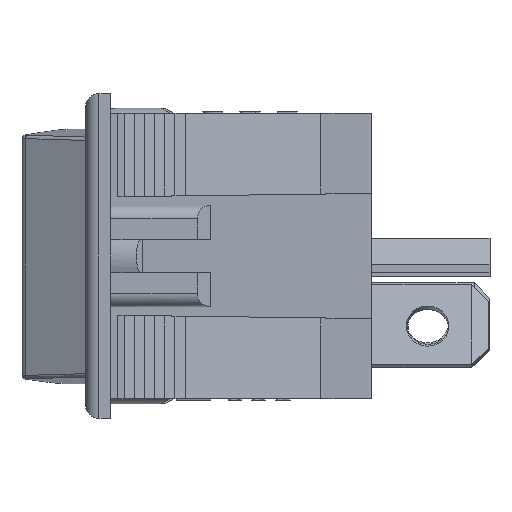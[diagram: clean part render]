
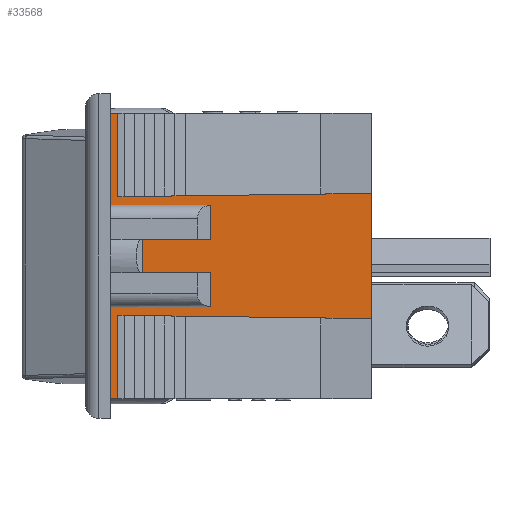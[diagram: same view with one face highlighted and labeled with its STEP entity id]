
A CAD part, left-side view. The second image highlights one B-rep face of the part: STEP entity #33568.
In plain terms, the highlighted planar face has unit normal (-1, 0, 0).
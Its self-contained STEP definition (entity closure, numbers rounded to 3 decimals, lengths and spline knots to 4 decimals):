
#986=PLANE('',#35511);
#3393=FACE_OUTER_BOUND('',#5198,.T.);
#5198=EDGE_LOOP('',(#25154,#25155,#25156,#25157,#25158,#25159,#25160,#25161,
#25162,#25163,#25164,#25165,#25166,#25167,#25168,#25169,#25170,#25171));
#8160=LINE('',#57850,#11549);
#8161=LINE('',#57852,#11550);
#8162=LINE('',#57854,#11551);
#8163=LINE('',#57856,#11552);
#8164=LINE('',#57858,#11553);
#8165=LINE('',#57860,#11554);
#8166=LINE('',#57862,#11555);
#8167=LINE('',#57864,#11556);
#8168=LINE('',#57866,#11557);
#8169=LINE('',#57868,#11558);
#8170=LINE('',#57870,#11559);
#8171=LINE('',#57872,#11560);
#8172=LINE('',#57874,#11561);
#8173=LINE('',#57876,#11562);
#8174=LINE('',#57878,#11563);
#8175=LINE('',#57880,#11564);
#8176=LINE('',#57882,#11565);
#8177=LINE('',#57883,#11566);
#11549=VECTOR('',#39540,0.4104);
#11550=VECTOR('',#39541,0.175);
#11551=VECTOR('',#39542,0.272);
#11552=VECTOR('',#39543,0.296);
#11553=VECTOR('',#39544,0.101);
#11554=VECTOR('',#39545,0.201);
#11555=VECTOR('',#39546,0.098);
#11556=VECTOR('',#39547,0.201);
#11557=VECTOR('',#39548,0.101);
#11558=VECTOR('',#39549,0.296);
#11559=VECTOR('',#39550,0.272);
#11560=VECTOR('',#39551,0.175);
#11561=VECTOR('',#39552,0.4104);
#11562=VECTOR('',#39553,0.2394);
#11563=VECTOR('',#39554,0.1856);
#11564=VECTOR('',#39555,0.37);
#11565=VECTOR('',#39556,0.1856);
#11566=VECTOR('',#39557,0.2394);
#14870=VERTEX_POINT('',#57848);
#14871=VERTEX_POINT('',#57849);
#14872=VERTEX_POINT('',#57851);
#14873=VERTEX_POINT('',#57853);
#14874=VERTEX_POINT('',#57855);
#14875=VERTEX_POINT('',#57857);
#14876=VERTEX_POINT('',#57859);
#14877=VERTEX_POINT('',#57861);
#14878=VERTEX_POINT('',#57863);
#14879=VERTEX_POINT('',#57865);
#14880=VERTEX_POINT('',#57867);
#14881=VERTEX_POINT('',#57869);
#14882=VERTEX_POINT('',#57871);
#14883=VERTEX_POINT('',#57873);
#14884=VERTEX_POINT('',#57875);
#14885=VERTEX_POINT('',#57877);
#14886=VERTEX_POINT('',#57879);
#14887=VERTEX_POINT('',#57881);
#18645=EDGE_CURVE('',#14870,#14871,#8160,.T.);
#18646=EDGE_CURVE('',#14872,#14870,#8161,.T.);
#18647=EDGE_CURVE('',#14873,#14872,#8162,.T.);
#18648=EDGE_CURVE('',#14874,#14873,#8163,.T.);
#18649=EDGE_CURVE('',#14875,#14874,#8164,.T.);
#18650=EDGE_CURVE('',#14875,#14876,#8165,.T.);
#18651=EDGE_CURVE('',#14877,#14876,#8166,.T.);
#18652=EDGE_CURVE('',#14878,#14877,#8167,.T.);
#18653=EDGE_CURVE('',#14879,#14878,#8168,.T.);
#18654=EDGE_CURVE('',#14879,#14880,#8169,.T.);
#18655=EDGE_CURVE('',#14881,#14880,#8170,.T.);
#18656=EDGE_CURVE('',#14881,#14882,#8171,.T.);
#18657=EDGE_CURVE('',#14882,#14883,#8172,.T.);
#18658=EDGE_CURVE('',#14883,#14884,#8173,.T.);
#18659=EDGE_CURVE('',#14884,#14885,#8174,.T.);
#18660=EDGE_CURVE('',#14885,#14886,#8175,.T.);
#18661=EDGE_CURVE('',#14886,#14887,#8176,.T.);
#18662=EDGE_CURVE('',#14887,#14871,#8177,.T.);
#25154=ORIENTED_EDGE('',*,*,#18645,.F.);
#25155=ORIENTED_EDGE('',*,*,#18646,.F.);
#25156=ORIENTED_EDGE('',*,*,#18647,.F.);
#25157=ORIENTED_EDGE('',*,*,#18648,.F.);
#25158=ORIENTED_EDGE('',*,*,#18649,.F.);
#25159=ORIENTED_EDGE('',*,*,#18650,.T.);
#25160=ORIENTED_EDGE('',*,*,#18651,.F.);
#25161=ORIENTED_EDGE('',*,*,#18652,.F.);
#25162=ORIENTED_EDGE('',*,*,#18653,.F.);
#25163=ORIENTED_EDGE('',*,*,#18654,.T.);
#25164=ORIENTED_EDGE('',*,*,#18655,.F.);
#25165=ORIENTED_EDGE('',*,*,#18656,.T.);
#25166=ORIENTED_EDGE('',*,*,#18657,.T.);
#25167=ORIENTED_EDGE('',*,*,#18658,.T.);
#25168=ORIENTED_EDGE('',*,*,#18659,.T.);
#25169=ORIENTED_EDGE('',*,*,#18660,.T.);
#25170=ORIENTED_EDGE('',*,*,#18661,.T.);
#25171=ORIENTED_EDGE('',*,*,#18662,.T.);
#33568=ADVANCED_FACE('',(#3393),#986,.T.);
#35511=AXIS2_PLACEMENT_3D('',#57847,#39538,#39539);
#39538=DIRECTION('center_axis',(-1.,0.,0.));
#39539=DIRECTION('ref_axis',(0.,0.,1.));
#39540=DIRECTION('',(0.,-1.,0.));
#39541=DIRECTION('',(0.,-1.,0.));
#39542=DIRECTION('',(0.,0.,1.));
#39543=DIRECTION('',(0.,1.,0.));
#39544=DIRECTION('',(0.,0.,1.));
#39545=DIRECTION('',(0.,1.,0.));
#39546=DIRECTION('',(0.,0.,1.));
#39547=DIRECTION('',(0.,1.,0.));
#39548=DIRECTION('',(0.,0.,1.));
#39549=DIRECTION('',(0.,1.,0.));
#39550=DIRECTION('',(0.,0.,1.));
#39551=DIRECTION('',(0.,-1.,0.));
#39552=DIRECTION('',(0.,-1.,0.));
#39553=DIRECTION('',(0.,0.,1.));
#39554=DIRECTION('',(0.,-1.,-0.013));
#39555=DIRECTION('',(0.,0.,1.));
#39556=DIRECTION('',(0.,1.,-0.013));
#39557=DIRECTION('',(0.,0.,1.));
#57847=CARTESIAN_POINT('Origin',(-1.9649,0.7389,-0.422));
#57848=CARTESIAN_POINT('',(-1.9649,1.3349,0.422));
#57849=CARTESIAN_POINT('',(-1.9649,0.9245,0.422));
#57850=CARTESIAN_POINT('',(-1.9649,1.3349,0.422));
#57851=CARTESIAN_POINT('',(-1.9649,1.5099,0.422));
#57852=CARTESIAN_POINT('',(-1.9649,1.5099,0.422));
#57853=CARTESIAN_POINT('',(-1.9649,1.5099,0.15));
#57854=CARTESIAN_POINT('',(-1.9649,1.5099,0.15));
#57855=CARTESIAN_POINT('',(-1.9649,1.2139,0.15));
#57856=CARTESIAN_POINT('',(-1.9649,1.2139,0.15));
#57857=CARTESIAN_POINT('',(-1.9649,1.2139,0.049));
#57858=CARTESIAN_POINT('',(-1.9649,1.2139,0.049));
#57859=CARTESIAN_POINT('',(-1.9649,1.4149,0.049));
#57860=CARTESIAN_POINT('',(-1.9649,1.2139,0.049));
#57861=CARTESIAN_POINT('',(-1.9649,1.4149,-0.049));
#57862=CARTESIAN_POINT('',(-1.9649,1.4149,-0.049));
#57863=CARTESIAN_POINT('',(-1.9649,1.2139,-0.049));
#57864=CARTESIAN_POINT('',(-1.9649,1.2139,-0.049));
#57865=CARTESIAN_POINT('',(-1.9649,1.2139,-0.15));
#57866=CARTESIAN_POINT('',(-1.9649,1.2139,-0.15));
#57867=CARTESIAN_POINT('',(-1.9649,1.5099,-0.15));
#57868=CARTESIAN_POINT('',(-1.9649,1.2139,-0.15));
#57869=CARTESIAN_POINT('',(-1.9649,1.5099,-0.422));
#57870=CARTESIAN_POINT('',(-1.9649,1.5099,-0.422));
#57871=CARTESIAN_POINT('',(-1.9649,1.3349,-0.422));
#57872=CARTESIAN_POINT('',(-1.9649,1.5099,-0.422));
#57873=CARTESIAN_POINT('',(-1.9649,0.9245,-0.422));
#57874=CARTESIAN_POINT('',(-1.9649,1.3349,-0.422));
#57875=CARTESIAN_POINT('',(-1.9649,0.9245,-0.1826));
#57876=CARTESIAN_POINT('',(-1.9649,0.9245,-0.422));
#57877=CARTESIAN_POINT('',(-1.9649,0.7389,-0.185));
#57878=CARTESIAN_POINT('',(-1.9649,0.9245,-0.1826));
#57879=CARTESIAN_POINT('',(-1.9649,0.7389,0.185));
#57880=CARTESIAN_POINT('',(-1.9649,0.7389,-0.185));
#57881=CARTESIAN_POINT('',(-1.9649,0.9245,0.1826));
#57882=CARTESIAN_POINT('',(-1.9649,0.7389,0.185));
#57883=CARTESIAN_POINT('',(-1.9649,0.9245,0.1826));
